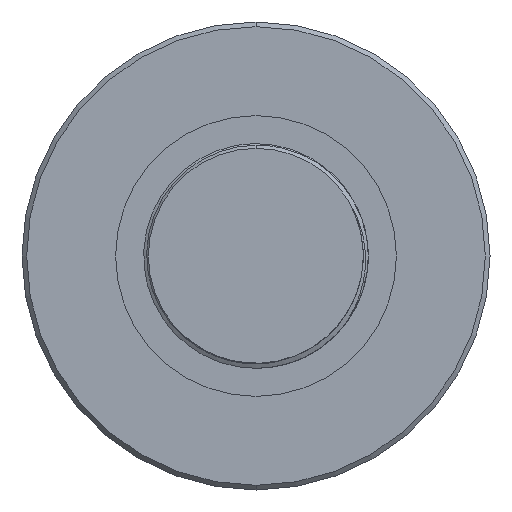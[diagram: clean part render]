
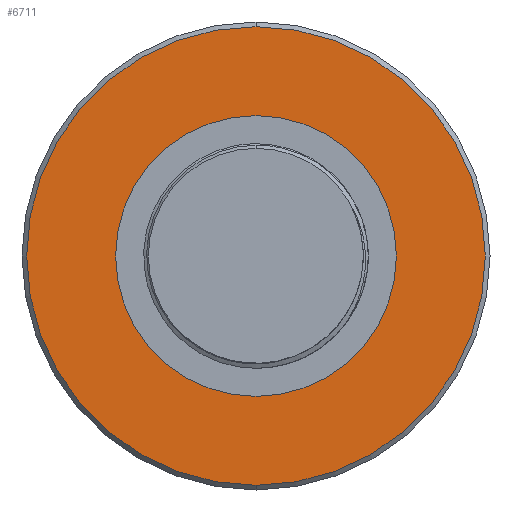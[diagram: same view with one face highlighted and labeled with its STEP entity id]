
A CAD part, left-side view. The second image highlights one B-rep face of the part: STEP entity #6711.
In plain terms, the highlighted face is planar.
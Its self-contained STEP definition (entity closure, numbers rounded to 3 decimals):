
#875 = EDGE_CURVE('',#876,#878,#880,.T.);
#876 = VERTEX_POINT('',#877);
#877 = CARTESIAN_POINT('',(0.,14.87,-12.25));
#878 = VERTEX_POINT('',#879);
#879 = CARTESIAN_POINT('',(0.,14.87,12.25));
#880 = SURFACE_CURVE('',#881,(#886,#898),.PCURVE_S1.);
#881 = CIRCLE('',#882,12.25);
#882 = AXIS2_PLACEMENT_3D('',#883,#884,#885);
#883 = CARTESIAN_POINT('',(0.,14.87,0.));
#884 = DIRECTION('',(0.,-1.,0.));
#885 = DIRECTION('',(0.,0.,-1.));
#886 = PCURVE('',#887,#892);
#887 = CONICAL_SURFACE('',#888,12.25,0.785);
#888 = AXIS2_PLACEMENT_3D('',#889,#890,#891);
#889 = CARTESIAN_POINT('',(0.,14.87,0.));
#890 = DIRECTION('',(0.,1.,0.));
#891 = DIRECTION('',(0.,-0.,1.));
#892 = DEFINITIONAL_REPRESENTATION('',(#893),#897);
#893 = LINE('',#894,#895);
#894 = CARTESIAN_POINT('',(3.142,0.));
#895 = VECTOR('',#896,1.);
#896 = DIRECTION('',(-1.,0.));
#897 = ( GEOMETRIC_REPRESENTATION_CONTEXT(2) 
PARAMETRIC_REPRESENTATION_CONTEXT() REPRESENTATION_CONTEXT('2D SPACE',''
  ) );
#898 = PCURVE('',#899,#904);
#899 = PLANE('',#900);
#900 = AXIS2_PLACEMENT_3D('',#901,#902,#903);
#901 = CARTESIAN_POINT('',(7.5,14.87,0.));
#902 = DIRECTION('',(0.,-1.,-0.));
#903 = DIRECTION('',(0.,0.,-1.));
#904 = DEFINITIONAL_REPRESENTATION('',(#905),#909);
#905 = CIRCLE('',#906,12.25);
#906 = AXIS2_PLACEMENT_2D('',#907,#908);
#907 = CARTESIAN_POINT('',(0.,-7.5));
#908 = DIRECTION('',(1.,0.));
#909 = ( GEOMETRIC_REPRESENTATION_CONTEXT(2) 
PARAMETRIC_REPRESENTATION_CONTEXT() REPRESENTATION_CONTEXT('2D SPACE',''
  ) );
#927 = CONICAL_SURFACE('',#928,12.25,0.785);
#928 = AXIS2_PLACEMENT_3D('',#929,#930,#931);
#929 = CARTESIAN_POINT('',(0.,14.87,0.));
#930 = DIRECTION('',(0.,1.,0.));
#931 = DIRECTION('',(0.,-0.,1.));
#4927 = EDGE_CURVE('',#4928,#4930,#4932,.T.);
#4928 = VERTEX_POINT('',#4929);
#4929 = CARTESIAN_POINT('',(0.,14.87,-7.5));
#4930 = VERTEX_POINT('',#4931);
#4931 = CARTESIAN_POINT('',(0.,14.87,7.5));
#4932 = SURFACE_CURVE('',#4933,(#4938,#4950),.PCURVE_S1.);
#4933 = CIRCLE('',#4934,7.5);
#4934 = AXIS2_PLACEMENT_3D('',#4935,#4936,#4937);
#4935 = CARTESIAN_POINT('',(0.,14.87,0.));
#4936 = DIRECTION('',(0.,-1.,0.));
#4937 = DIRECTION('',(0.,0.,-1.));
#4938 = PCURVE('',#4939,#4944);
#4939 = CYLINDRICAL_SURFACE('',#4940,7.5);
#4940 = AXIS2_PLACEMENT_3D('',#4941,#4942,#4943);
#4941 = CARTESIAN_POINT('',(0.,0.,0.));
#4942 = DIRECTION('',(-0.,-1.,-0.));
#4943 = DIRECTION('',(0.,0.,-1.));
#4944 = DEFINITIONAL_REPRESENTATION('',(#4945),#4949);
#4945 = LINE('',#4946,#4947);
#4946 = CARTESIAN_POINT('',(0.,-14.87));
#4947 = VECTOR('',#4948,1.);
#4948 = DIRECTION('',(1.,0.));
#4949 = ( GEOMETRIC_REPRESENTATION_CONTEXT(2) 
PARAMETRIC_REPRESENTATION_CONTEXT() REPRESENTATION_CONTEXT('2D SPACE',''
  ) );
#4950 = PCURVE('',#899,#4951);
#4951 = DEFINITIONAL_REPRESENTATION('',(#4952),#4956);
#4952 = CIRCLE('',#4953,7.5);
#4953 = AXIS2_PLACEMENT_2D('',#4954,#4955);
#4954 = CARTESIAN_POINT('',(0.,-7.5));
#4955 = DIRECTION('',(1.,0.));
#4956 = ( GEOMETRIC_REPRESENTATION_CONTEXT(2) 
PARAMETRIC_REPRESENTATION_CONTEXT() REPRESENTATION_CONTEXT('2D SPACE',''
  ) );
#4974 = CYLINDRICAL_SURFACE('',#4975,7.5);
#4975 = AXIS2_PLACEMENT_3D('',#4976,#4977,#4978);
#4976 = CARTESIAN_POINT('',(0.,0.,0.));
#4977 = DIRECTION('',(-0.,-1.,-0.));
#4978 = DIRECTION('',(0.,0.,-1.));
#6711 = ADVANCED_FACE('',(#6712,#6737),#899,.T.);
#6712 = FACE_BOUND('',#6713,.T.);
#6713 = EDGE_LOOP('',(#6714,#6736));
#6714 = ORIENTED_EDGE('',*,*,#6715,.T.);
#6715 = EDGE_CURVE('',#878,#876,#6716,.T.);
#6716 = SURFACE_CURVE('',#6717,(#6722,#6729),.PCURVE_S1.);
#6717 = CIRCLE('',#6718,12.25);
#6718 = AXIS2_PLACEMENT_3D('',#6719,#6720,#6721);
#6719 = CARTESIAN_POINT('',(0.,14.87,0.));
#6720 = DIRECTION('',(0.,-1.,0.));
#6721 = DIRECTION('',(0.,0.,-1.));
#6722 = PCURVE('',#899,#6723);
#6723 = DEFINITIONAL_REPRESENTATION('',(#6724),#6728);
#6724 = CIRCLE('',#6725,12.25);
#6725 = AXIS2_PLACEMENT_2D('',#6726,#6727);
#6726 = CARTESIAN_POINT('',(0.,-7.5));
#6727 = DIRECTION('',(1.,0.));
#6728 = ( GEOMETRIC_REPRESENTATION_CONTEXT(2) 
PARAMETRIC_REPRESENTATION_CONTEXT() REPRESENTATION_CONTEXT('2D SPACE',''
  ) );
#6729 = PCURVE('',#927,#6730);
#6730 = DEFINITIONAL_REPRESENTATION('',(#6731),#6735);
#6731 = LINE('',#6732,#6733);
#6732 = CARTESIAN_POINT('',(9.425,0.));
#6733 = VECTOR('',#6734,1.);
#6734 = DIRECTION('',(-1.,0.));
#6735 = ( GEOMETRIC_REPRESENTATION_CONTEXT(2) 
PARAMETRIC_REPRESENTATION_CONTEXT() REPRESENTATION_CONTEXT('2D SPACE',''
  ) );
#6736 = ORIENTED_EDGE('',*,*,#875,.T.);
#6737 = FACE_BOUND('',#6738,.T.);
#6738 = EDGE_LOOP('',(#6739,#6740));
#6739 = ORIENTED_EDGE('',*,*,#4927,.F.);
#6740 = ORIENTED_EDGE('',*,*,#6741,.F.);
#6741 = EDGE_CURVE('',#4930,#4928,#6742,.T.);
#6742 = SURFACE_CURVE('',#6743,(#6748,#6755),.PCURVE_S1.);
#6743 = CIRCLE('',#6744,7.5);
#6744 = AXIS2_PLACEMENT_3D('',#6745,#6746,#6747);
#6745 = CARTESIAN_POINT('',(0.,14.87,0.));
#6746 = DIRECTION('',(0.,-1.,0.));
#6747 = DIRECTION('',(0.,0.,-1.));
#6748 = PCURVE('',#899,#6749);
#6749 = DEFINITIONAL_REPRESENTATION('',(#6750),#6754);
#6750 = CIRCLE('',#6751,7.5);
#6751 = AXIS2_PLACEMENT_2D('',#6752,#6753);
#6752 = CARTESIAN_POINT('',(0.,-7.5));
#6753 = DIRECTION('',(1.,0.));
#6754 = ( GEOMETRIC_REPRESENTATION_CONTEXT(2) 
PARAMETRIC_REPRESENTATION_CONTEXT() REPRESENTATION_CONTEXT('2D SPACE',''
  ) );
#6755 = PCURVE('',#4974,#6756);
#6756 = DEFINITIONAL_REPRESENTATION('',(#6757),#6761);
#6757 = LINE('',#6758,#6759);
#6758 = CARTESIAN_POINT('',(0.,-14.87));
#6759 = VECTOR('',#6760,1.);
#6760 = DIRECTION('',(1.,0.));
#6761 = ( GEOMETRIC_REPRESENTATION_CONTEXT(2) 
PARAMETRIC_REPRESENTATION_CONTEXT() REPRESENTATION_CONTEXT('2D SPACE',''
  ) );
